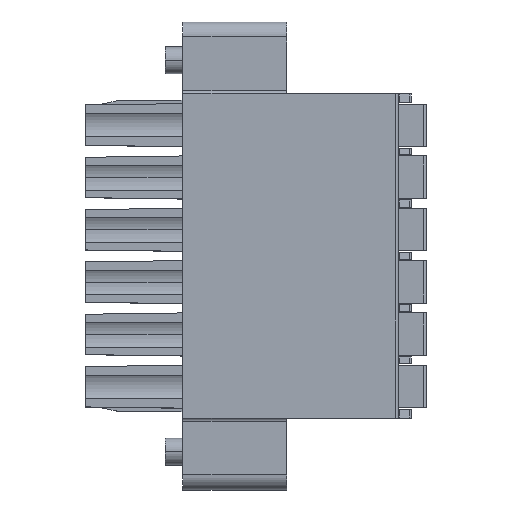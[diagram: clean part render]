
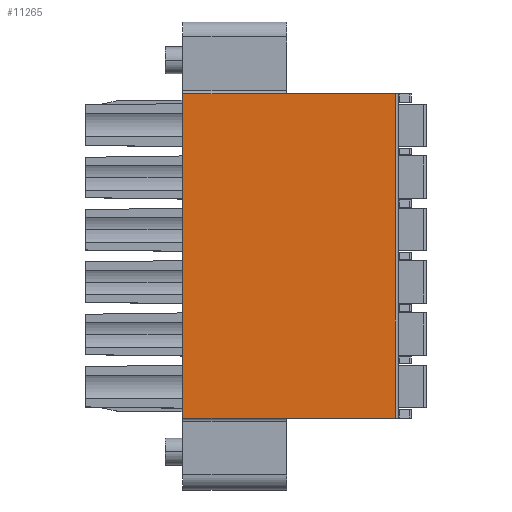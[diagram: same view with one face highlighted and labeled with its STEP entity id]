
A CAD part, top view. The second image highlights one B-rep face of the part: STEP entity #11265.
In plain terms, the highlighted planar face has unit normal (0, 0, 1).
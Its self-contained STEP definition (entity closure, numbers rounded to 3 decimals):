
#3331=DIRECTION('',(0.,1.,0.));
#3332=VECTOR('',#3331,21.7);
#3333=CARTESIAN_POINT('',(-6.625,-35.645,23.4));
#3334=LINE('',#3333,#3332);
#3335=DIRECTION('',(0.,-1.,0.));
#3336=VECTOR('',#3335,21.7);
#3337=CARTESIAN_POINT('',(7.575,-13.945,23.4));
#3338=LINE('',#3337,#3336);
#3339=DIRECTION('',(-1.,0.,0.));
#3340=VECTOR('',#3339,6.95);
#3341=CARTESIAN_POINT('',(0.325,-13.945,23.4));
#3342=LINE('',#3341,#3340);
#3423=DIRECTION('',(-1.,0.,0.));
#3424=VECTOR('',#3423,7.25);
#3425=CARTESIAN_POINT('',(7.575,-13.945,23.4));
#3426=LINE('',#3425,#3424);
#3713=DIRECTION('',(1.,0.,0.));
#3714=VECTOR('',#3713,7.25);
#3715=CARTESIAN_POINT('',(0.325,-35.645,23.4));
#3716=LINE('',#3715,#3714);
#4197=DIRECTION('',(1.,0.,0.));
#4198=VECTOR('',#4197,6.95);
#4199=CARTESIAN_POINT('',(-6.625,-35.645,23.4));
#4200=LINE('',#4199,#4198);
#5307=CARTESIAN_POINT('',(-6.625,-35.645,23.4));
#5309=VERTEX_POINT('',#5307);
#5482=CARTESIAN_POINT('',(7.575,-35.645,23.4));
#5483=VERTEX_POINT('',#5482);
#5484=CARTESIAN_POINT('',(0.325,-35.645,23.4));
#5485=VERTEX_POINT('',#5484);
#6487=CARTESIAN_POINT('',(-6.625,-13.945,23.4));
#6488=VERTEX_POINT('',#6487);
#6568=CARTESIAN_POINT('',(7.575,-13.945,23.4));
#6569=VERTEX_POINT('',#6568);
#6570=CARTESIAN_POINT('',(0.325,-13.945,23.4));
#6571=VERTEX_POINT('',#6570);
#11248=CARTESIAN_POINT('',(4.299,13.355,23.4));
#11249=DIRECTION('',(0.,0.,1.));
#11250=DIRECTION('',(-1.,0.,0.));
#11251=AXIS2_PLACEMENT_3D('',#11248,#11249,#11250);
#11252=PLANE('',#11251);
#11253=ORIENTED_EDGE('',*,*,#6820,.T.);
#11255=ORIENTED_EDGE('',*,*,#11254,.F.);
#11257=ORIENTED_EDGE('',*,*,#11256,.F.);
#11258=ORIENTED_EDGE('',*,*,#11238,.T.);
#11260=ORIENTED_EDGE('',*,*,#11259,.F.);
#11262=ORIENTED_EDGE('',*,*,#11261,.F.);
#11263=EDGE_LOOP('',(#11253,#11255,#11257,#11258,#11260,#11262));
#11264=FACE_OUTER_BOUND('',#11263,.F.);
#6820=EDGE_CURVE('',#5309,#6488,#3334,.T.);
#11238=EDGE_CURVE('',#6569,#5483,#3338,.T.);
#11254=EDGE_CURVE('',#6571,#6488,#3342,.T.);
#11256=EDGE_CURVE('',#6569,#6571,#3426,.T.);
#11259=EDGE_CURVE('',#5485,#5483,#3716,.T.);
#11261=EDGE_CURVE('',#5309,#5485,#4200,.T.);
#11265=ADVANCED_FACE('',(#11264),#11252,.T.);
